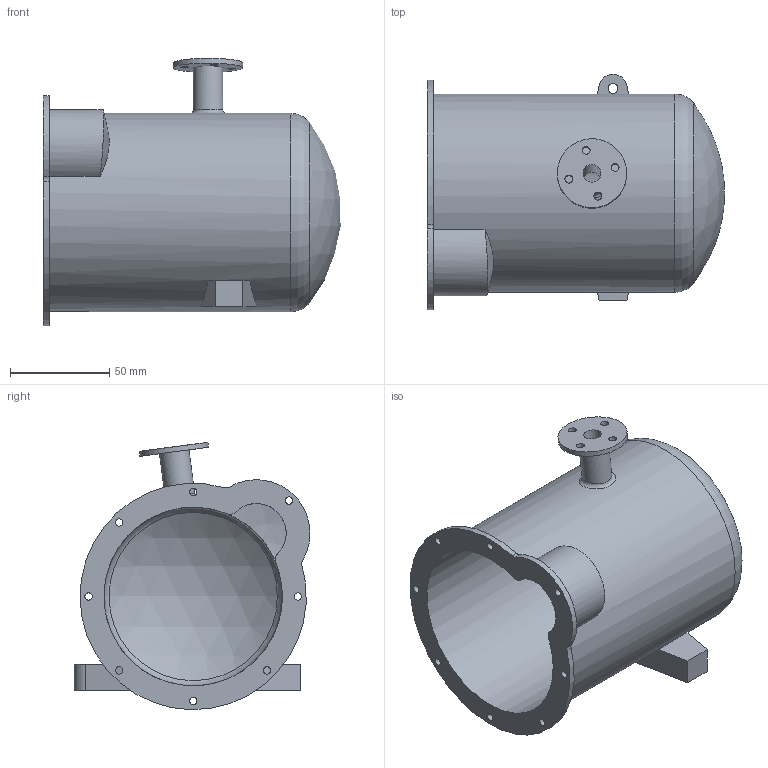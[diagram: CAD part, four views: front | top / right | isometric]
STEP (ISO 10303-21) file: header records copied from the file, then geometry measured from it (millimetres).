
FILE_DESCRIPTION(/* description */ (''),/* implementation_level */ '2;1');
FILE_NAME(/* name */ 'chamber',/* time_stamp */ '1999-06-17T17:08:26-04:00',/* author */ ('PC User'),/* organization */ ('3D/EYE, Inc.'),/* preprocessor_version */ 'ST-DEVELOPER 1.6',/* originating_system */ 'IronCAD2.0',/* authorisation */ '');
FILE_SCHEMA (('CONFIG_CONTROL_DESIGN'));
Length unit declared in the file: millimetre
Products named in the file (1): 1
Bounding box: 149.66 x 118.8 x 134.62 mm (x, y, z)
Volume: 263099.6 mm3; surface area: 108666.7 mm2
Topology: 1 solids, 1 shells, 50 faces, 126 edges, 84 vertices
Faces by surface type: cylinder 27, plane 15, sphere 4, bspline 2, torus 2
Full cylindrical faces by diameter (mm): 3.706 x8, 4.012 x4, 5 x1, 9 x1, 15 x1, 35 x1, 90 x1, 100 x1
Entity records: 2115 total; most frequent: CARTESIAN_POINT 755, DIRECTION 217, ORIENTED_EDGE 204, AXIS2_PLACEMENT_3D 104, FACE_BOUND 104, EDGE_LOOP 104, EDGE_CURVE 102, INTERSECTION_CURVE 102
